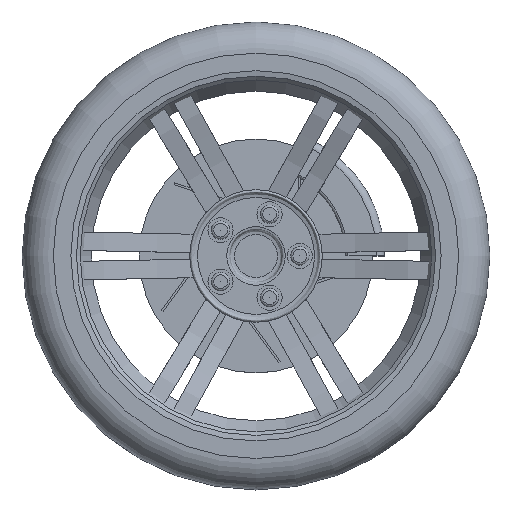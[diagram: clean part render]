
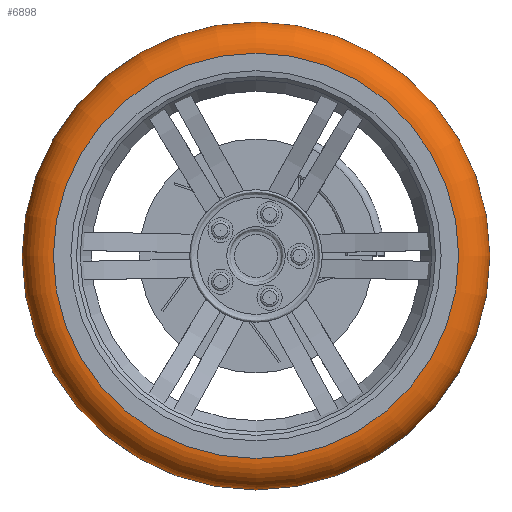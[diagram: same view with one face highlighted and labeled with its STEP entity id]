
A CAD part, top view. The second image highlights one B-rep face of the part: STEP entity #6898.
In plain terms, the highlighted toroidal (fillet/blend) face has major radius 264.16 mm and minor radius 40.64 mm.
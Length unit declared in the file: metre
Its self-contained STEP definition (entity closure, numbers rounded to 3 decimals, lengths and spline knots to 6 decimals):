
#262 = CARTESIAN_POINT('NONE', (0.3048, 0., 0.099314));
#263 = VERTEX_POINT('NONE', #262);
#264 = CARTESIAN_POINT('NONE', (0.26416, 0., 0.139954));
#265 = VERTEX_POINT('NONE', #264);
#1802 = DIRECTION('NONE', (1, 0, -0));
#1803 = DIRECTION('NONE', (0, 0, 1));
#1804 = CARTESIAN_POINT('NONE', (0, 0, 0.099314));
#1805 = AXIS2_PLACEMENT_3D('NONE', #1804, #1803, #1802);
#1806 = CIRCLE('NONE', #1805, 0.3048);
#1812 = DIRECTION('NONE', (1, 0, -0));
#1813 = DIRECTION('NONE', (0, 0, 1));
#1814 = CARTESIAN_POINT('NONE', (0, 0, 0.139954));
#1815 = AXIS2_PLACEMENT_3D('NONE', #1814, #1813, #1812);
#1816 = CIRCLE('NONE', #1815, 0.26416);
#3859 = EDGE_CURVE('NONE', #263, #263, #1806, .T.);
#3861 = EDGE_CURVE('NONE', #265, #265, #1816, .T.);
#5003 = CARTESIAN_POINT('NONE', (0, 0, 0.099314));
#5004 = DIRECTION('NONE', (-0, 0, -1));
#5005 = DIRECTION('NONE', (1, 0, -0));
#5006 = AXIS2_PLACEMENT_3D('NONE', #5003, #5004, #5005);
#5007 = TOROIDAL_SURFACE('NONE', #5006, 0.26416, 0.04064);
#6892 = ORIENTED_EDGE('NONE', *, *, #3859, .T.);
#6893 = ORIENTED_EDGE('NONE', *, *, #3861, .F.);
#6894 = EDGE_LOOP('NONE', (#6892));
#6895 = FACE_BOUND('NONE', #6894, .T.);
#6896 = EDGE_LOOP('NONE', (#6893));
#6897 = FACE_BOUND('NONE', #6896, .T.);
#6898 = ADVANCED_FACE('NONE', (#6895, #6897), #5007, .T.);
